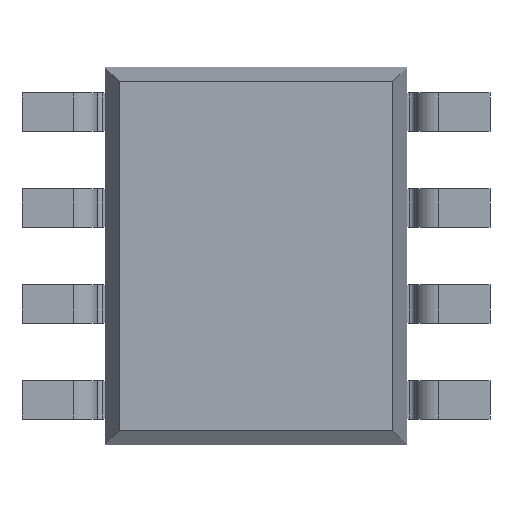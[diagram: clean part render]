
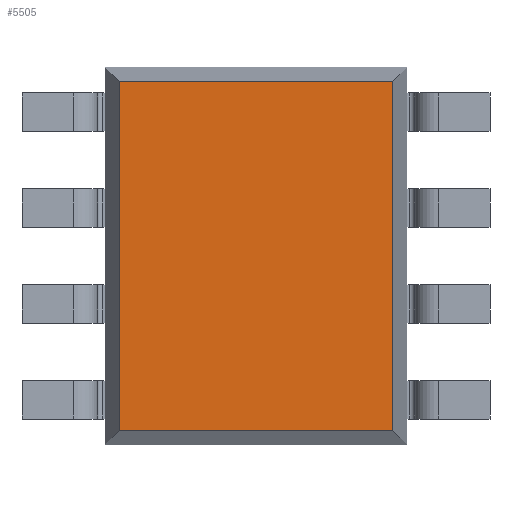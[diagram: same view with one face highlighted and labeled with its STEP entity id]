
A CAD part, front view. The second image highlights one B-rep face of the part: STEP entity #5505.
In plain terms, the highlighted planar face has unit normal (0, -1, 0).
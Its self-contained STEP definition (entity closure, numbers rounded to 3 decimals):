
#1305 = EDGE_CURVE ( 'NONE', #3307, #3311, #5331, .T. ) ;
#1306 = EDGE_CURVE ( 'NONE', #3311, #3314, #5329, .T. ) ;
#1307 = EDGE_CURVE ( 'NONE', #3314, #3315, #5335, .T. ) ;
#1308 = EDGE_CURVE ( 'NONE', #3315, #3307, #5337, .T. ) ;
#1710 = AXIS2_PLACEMENT_3D ( 'NONE', #2183, #2195, #2196 ) ;
#2181 = PLANE ( 'NONE',  #1710 ) ;
#2183 = CARTESIAN_POINT ( 'NONE',  ( -2., 0.1, -2.5 ) ) ;
#2195 = DIRECTION ( 'NONE',  ( 0., 1., 0. ) ) ;
#2196 = DIRECTION ( 'NONE',  ( 0., 0., 1. ) ) ;
#3125 = ORIENTED_EDGE ( 'NONE', *, *, #1308, .T. ) ;
#3126 = ORIENTED_EDGE ( 'NONE', *, *, #1307, .T. ) ;
#3127 = ORIENTED_EDGE ( 'NONE', *, *, #1306, .T. ) ;
#3128 = ORIENTED_EDGE ( 'NONE', *, *, #1305, .T. ) ;
#3307 = VERTEX_POINT ( 'NONE', #3700 ) ;
#3311 = VERTEX_POINT ( 'NONE', #3704 ) ;
#3314 = VERTEX_POINT ( 'NONE', #3707 ) ;
#3315 = VERTEX_POINT ( 'NONE', #3708 ) ;
#3521 = EDGE_LOOP ( 'NONE', ( #3128, #3127, #3126, #3125 ) ) ;
#3552 = CARTESIAN_POINT ( 'NONE',  ( -2., 0.1, -2.312 ) ) ;
#3590 = CARTESIAN_POINT ( 'NONE',  ( -1.812, 0.1, -2.5 ) ) ;
#3592 = DIRECTION ( 'NONE',  ( 0., 0., -1. ) ) ;
#3593 = DIRECTION ( 'NONE',  ( 1., 0., 0. ) ) ;
#3594 = CARTESIAN_POINT ( 'NONE',  ( 1.812, 0.1, -2.5 ) ) ;
#3595 = DIRECTION ( 'NONE',  ( 0., 0., 1. ) ) ;
#3596 = CARTESIAN_POINT ( 'NONE',  ( -2., 0.1, 2.312 ) ) ;
#3597 = DIRECTION ( 'NONE',  ( -1., 0., 0. ) ) ;
#3700 = CARTESIAN_POINT ( 'NONE',  ( -1.812, 0.1, 2.312 ) ) ;
#3704 = CARTESIAN_POINT ( 'NONE',  ( -1.812, 0.1, -2.312 ) ) ;
#3707 = CARTESIAN_POINT ( 'NONE',  ( 1.812, 0.1, -2.312 ) ) ;
#3708 = CARTESIAN_POINT ( 'NONE',  ( 1.812, 0.1, 2.312 ) ) ;
#4521 = FACE_OUTER_BOUND ( 'NONE', #3521, .T. ) ;
#5329 = LINE ( 'NONE', #3552, #5336 ) ;
#5331 = LINE ( 'NONE', #3590, #5334 ) ;
#5334 = VECTOR ( 'NONE', #3592, 1000. ) ;
#5335 = LINE ( 'NONE', #3594, #5338 ) ;
#5336 = VECTOR ( 'NONE', #3593, 1000. ) ;
#5337 = LINE ( 'NONE', #3596, #5340 ) ;
#5338 = VECTOR ( 'NONE', #3595, 1000. ) ;
#5340 = VECTOR ( 'NONE', #3597, 1000. ) ;
#5505 = ADVANCED_FACE ( 'NONE', ( #4521 ), #2181, .F. ) ;
